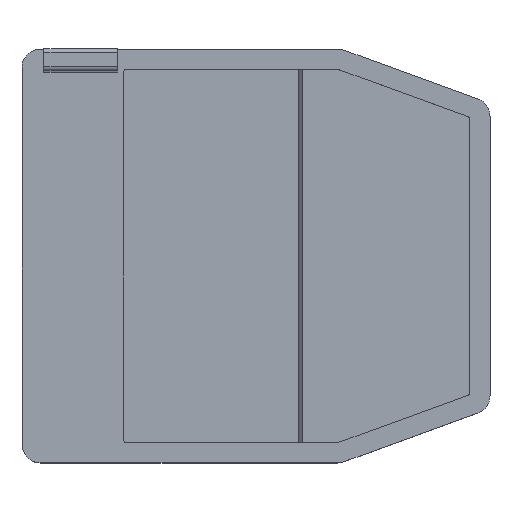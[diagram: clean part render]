
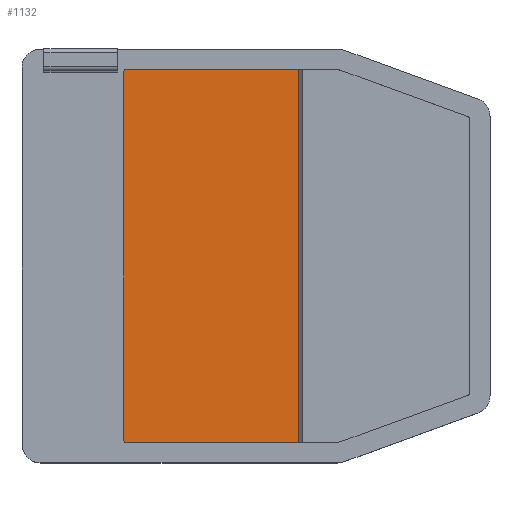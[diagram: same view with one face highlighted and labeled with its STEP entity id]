
A CAD part, top view. The second image highlights one B-rep face of the part: STEP entity #1132.
In plain terms, the highlighted planar face has unit normal (0, 0, 1).
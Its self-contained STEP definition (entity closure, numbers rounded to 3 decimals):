
#211=DIRECTION('',(0.,-1.,0.));
#212=VECTOR('',#211,20.052);
#213=CARTESIAN_POINT('',(14.808,-4.074,0.5));
#214=LINE('',#213,#212);
#215=DIRECTION('',(-1.,0.,0.));
#216=VECTOR('',#215,9.158);
#217=CARTESIAN_POINT('',(14.808,-24.126,0.5));
#218=LINE('',#217,#216);
#219=CARTESIAN_POINT('',(5.65,-23.926,0.5));
#220=DIRECTION('',(0.,0.,1.));
#221=DIRECTION('',(-1.,0.,0.));
#222=AXIS2_PLACEMENT_3D('',#219,#220,#221);
#224=DIRECTION('',(0.,1.,0.));
#225=VECTOR('',#224,19.652);
#226=CARTESIAN_POINT('',(5.45,-23.926,0.5));
#227=LINE('',#226,#225);
#228=CARTESIAN_POINT('',(5.65,-4.274,0.5));
#229=DIRECTION('',(0.,0.,1.));
#230=DIRECTION('',(0.,1.,0.));
#231=AXIS2_PLACEMENT_3D('',#228,#229,#230);
#233=DIRECTION('',(1.,0.,0.));
#234=VECTOR('',#233,9.158);
#235=CARTESIAN_POINT('',(5.65,-4.074,0.5));
#236=LINE('',#235,#234);
#791=CARTESIAN_POINT('',(5.65,-4.074,0.5));
#792=CARTESIAN_POINT('',(5.45,-4.274,0.5));
#793=VERTEX_POINT('',#791);
#794=VERTEX_POINT('',#792);
#795=CARTESIAN_POINT('',(5.45,-23.926,0.5));
#796=CARTESIAN_POINT('',(5.65,-24.126,0.5));
#797=VERTEX_POINT('',#795);
#798=VERTEX_POINT('',#796);
#879=CARTESIAN_POINT('',(14.808,-4.074,0.5));
#880=CARTESIAN_POINT('',(14.808,-24.126,0.5));
#881=VERTEX_POINT('',#879);
#882=VERTEX_POINT('',#880);
#1117=CARTESIAN_POINT('',(0.,0.,0.5));
#1118=DIRECTION('',(0.,0.,1.));
#1119=DIRECTION('',(1.,0.,0.));
#1120=AXIS2_PLACEMENT_3D('',#1117,#1118,#1119);
#1121=PLANE('',#1120);
#1123=ORIENTED_EDGE('',*,*,#1122,.T.);
#1124=ORIENTED_EDGE('',*,*,#1087,.T.);
#1125=ORIENTED_EDGE('',*,*,#948,.F.);
#1126=ORIENTED_EDGE('',*,*,#906,.T.);
#1127=ORIENTED_EDGE('',*,*,#1045,.F.);
#1129=ORIENTED_EDGE('',*,*,#1128,.T.);
#1130=EDGE_LOOP('',(#1123,#1124,#1125,#1126,#1127,#1129));
#1131=FACE_OUTER_BOUND('',#1130,.F.);
#1132=ADVANCED_FACE('',(#1131),#1121,.T.);
#223=CIRCLE('',#222,0.2);
#232=CIRCLE('',#231,0.2);
#906=EDGE_CURVE('',#797,#794,#227,.T.);
#948=EDGE_CURVE('',#797,#798,#223,.T.);
#1045=EDGE_CURVE('',#793,#794,#232,.T.);
#1087=EDGE_CURVE('',#882,#798,#218,.T.);
#1122=EDGE_CURVE('',#881,#882,#214,.T.);
#1128=EDGE_CURVE('',#793,#881,#236,.T.);
